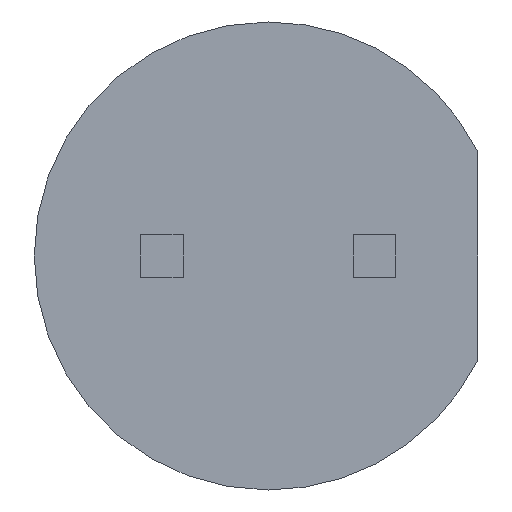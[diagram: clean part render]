
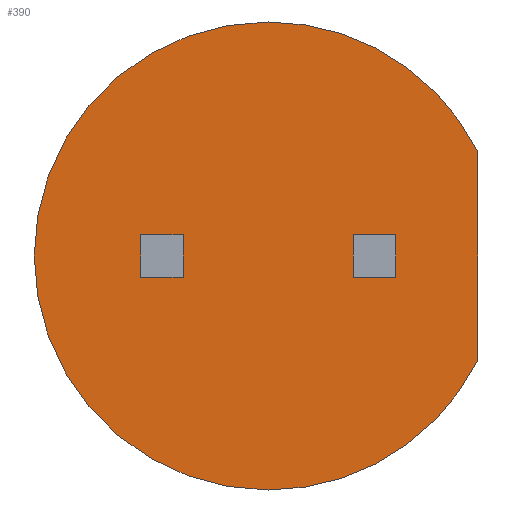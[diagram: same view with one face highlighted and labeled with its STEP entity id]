
A CAD part, front view. The second image highlights one B-rep face of the part: STEP entity #390.
In plain terms, the highlighted planar face has unit normal (0, -1, 0).
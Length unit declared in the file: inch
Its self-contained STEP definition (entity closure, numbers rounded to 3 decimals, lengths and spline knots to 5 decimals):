
#1 = EDGE_CURVE ( 'NONE', #427, #521, #424, .T. ) ;
#21 = CIRCLE ( 'NONE', #554, 0.11 ) ;
#42 = VECTOR ( 'NONE', #121, 39.37008 ) ;
#45 = ORIENTED_EDGE ( 'NONE', *, *, #72, .T. ) ;
#49 = FACE_BOUND ( 'NONE', #289, .T. ) ;
#56 = ORIENTED_EDGE ( 'NONE', *, *, #530, .F. ) ;
#63 = VECTOR ( 'NONE', #388, 39.37008 ) ;
#67 = EDGE_CURVE ( 'NONE', #323, #297, #532, .T. ) ;
#72 = EDGE_CURVE ( 'NONE', #323, #426, #371, .T. ) ;
#73 = CARTESIAN_POINT ( 'NONE',  ( 0., 0., -0.01 ) ) ;
#76 = EDGE_CURVE ( 'NONE', #426, #552, #639, .T. ) ;
#79 = DIRECTION ( 'NONE',  ( -1., 0., 0. ) ) ;
#95 = DIRECTION ( 'NONE',  ( 0., 0., -1. ) ) ;
#115 = VERTEX_POINT ( 'NONE', #291 ) ;
#121 = DIRECTION ( 'NONE',  ( 0., 0., 1. ) ) ;
#128 = EDGE_LOOP ( 'NONE', ( #597, #620, #56, #635 ) ) ;
#142 = LINE ( 'NONE', #346, #42 ) ;
#154 = ORIENTED_EDGE ( 'NONE', *, *, #220, .F. ) ;
#159 = VECTOR ( 'NONE', #300, 39.37008 ) ;
#163 = ORIENTED_EDGE ( 'NONE', *, *, #1, .T. ) ;
#171 = VECTOR ( 'NONE', #79, 39.37008 ) ;
#175 = DIRECTION ( 'NONE',  ( -1., 0., 0. ) ) ;
#182 = ORIENTED_EDGE ( 'NONE', *, *, #208, .F. ) ;
#185 = VERTEX_POINT ( 'NONE', #336 ) ;
#204 = CIRCLE ( 'NONE', #302, 0.11 ) ;
#208 = EDGE_CURVE ( 'NONE', #427, #399, #142, .T. ) ;
#210 = EDGE_CURVE ( 'NONE', #185, #115, #21, .T. ) ;
#212 = EDGE_CURVE ( 'NONE', #115, #423, #306, .T. ) ;
#220 = EDGE_CURVE ( 'NONE', #399, #579, #634, .T. ) ;
#249 = EDGE_CURVE ( 'NONE', #521, #579, #619, .T. ) ;
#252 = CIRCLE ( 'NONE', #305, 0.11 ) ;
#261 = CARTESIAN_POINT ( 'NONE',  ( 0.0985, 0., 0. ) ) ;
#269 = DIRECTION ( 'NONE',  ( 0., 0., 1. ) ) ;
#271 = EDGE_CURVE ( 'NONE', #297, #552, #354, .T. ) ;
#273 = CARTESIAN_POINT ( 'NONE',  ( 0., 0., 0. ) ) ;
#274 = DIRECTION ( 'NONE',  ( 0., 1., 0. ) ) ;
#276 = DIRECTION ( 'NONE',  ( 0., 0., 1. ) ) ;
#278 = CARTESIAN_POINT ( 'NONE',  ( 0., 0., 0.01 ) ) ;
#289 = EDGE_LOOP ( 'NONE', ( #325, #45, #504, #450 ) ) ;
#291 = CARTESIAN_POINT ( 'NONE',  ( 0.0985, 0., 0.04897 ) ) ;
#296 = CARTESIAN_POINT ( 'NONE',  ( -0.06, 0., 0.01 ) ) ;
#297 = VERTEX_POINT ( 'NONE', #398 ) ;
#300 = DIRECTION ( 'NONE',  ( 0., 0., 1. ) ) ;
#302 = AXIS2_PLACEMENT_3D ( 'NONE', #489, #490, #491 ) ;
#305 = AXIS2_PLACEMENT_3D ( 'NONE', #498, #499, #500 ) ;
#306 = LINE ( 'NONE', #261, #523 ) ;
#308 = FACE_OUTER_BOUND ( 'NONE', #128, .T. ) ;
#309 = CARTESIAN_POINT ( 'NONE',  ( -0.04, 0., -0.01 ) ) ;
#313 = EDGE_LOOP ( 'NONE', ( #182, #163, #588, #154 ) ) ;
#314 = DIRECTION ( 'NONE',  ( 0., 0., 1. ) ) ;
#323 = VERTEX_POINT ( 'NONE', #403 ) ;
#325 = ORIENTED_EDGE ( 'NONE', *, *, #67, .F. ) ;
#336 = CARTESIAN_POINT ( 'NONE',  ( 0., 0., 0.11 ) ) ;
#346 = CARTESIAN_POINT ( 'NONE',  ( 0.06, 0., -0.01 ) ) ;
#354 = LINE ( 'NONE', #309, #159 ) ;
#359 = DIRECTION ( 'NONE',  ( 1., 0., 0. ) ) ;
#370 = CARTESIAN_POINT ( 'NONE',  ( 0.04, 0., -0.01 ) ) ;
#371 = LINE ( 'NONE', #379, #551 ) ;
#379 = CARTESIAN_POINT ( 'NONE',  ( -0.06, 0., -0.01 ) ) ;
#383 = CARTESIAN_POINT ( 'NONE',  ( -0.06, 0., -0.01 ) ) ;
#388 = DIRECTION ( 'NONE',  ( 1., 0., 0. ) ) ;
#390 = ADVANCED_FACE ( 'NONE', ( #49, #308, #481 ), #404, .T. ) ;
#398 = CARTESIAN_POINT ( 'NONE',  ( -0.04, 0., -0.01 ) ) ;
#399 = VERTEX_POINT ( 'NONE', #422 ) ;
#403 = CARTESIAN_POINT ( 'NONE',  ( -0.06, 0., -0.01 ) ) ;
#404 = PLANE ( 'NONE',  #602 ) ;
#411 = VECTOR ( 'NONE', #359, 39.37008 ) ;
#418 = CARTESIAN_POINT ( 'NONE',  ( -0.11, 0., 0. ) ) ;
#419 = DIRECTION ( 'NONE',  ( 0., 0., -1. ) ) ;
#421 = DIRECTION ( 'NONE',  ( 0., -1., 0. ) ) ;
#422 = CARTESIAN_POINT ( 'NONE',  ( 0.06, 0., 0.01 ) ) ;
#423 = VERTEX_POINT ( 'NONE', #428 ) ;
#424 = LINE ( 'NONE', #73, #171 ) ;
#426 = VERTEX_POINT ( 'NONE', #435 ) ;
#427 = VERTEX_POINT ( 'NONE', #436 ) ;
#428 = CARTESIAN_POINT ( 'NONE',  ( 0.0985, 0., -0.04897 ) ) ;
#435 = CARTESIAN_POINT ( 'NONE',  ( -0.06, 0., 0.01 ) ) ;
#436 = CARTESIAN_POINT ( 'NONE',  ( 0.06, 0., -0.01 ) ) ;
#450 = ORIENTED_EDGE ( 'NONE', *, *, #271, .F. ) ;
#463 = CARTESIAN_POINT ( 'NONE',  ( 0.04, 0., -0.01 ) ) ;
#481 = FACE_BOUND ( 'NONE', #313, .T. ) ;
#489 = CARTESIAN_POINT ( 'NONE',  ( 0., 0., 0. ) ) ;
#490 = DIRECTION ( 'NONE',  ( 0., 1., 0. ) ) ;
#491 = DIRECTION ( 'NONE',  ( 0., 0., 1. ) ) ;
#495 = CARTESIAN_POINT ( 'NONE',  ( -0.04, 0., 0.01 ) ) ;
#498 = CARTESIAN_POINT ( 'NONE',  ( 0., 0., 0. ) ) ;
#499 = DIRECTION ( 'NONE',  ( 0., 1., 0. ) ) ;
#500 = DIRECTION ( 'NONE',  ( 0., 0., 1. ) ) ;
#504 = ORIENTED_EDGE ( 'NONE', *, *, #76, .T. ) ;
#521 = VERTEX_POINT ( 'NONE', #463 ) ;
#523 = VECTOR ( 'NONE', #95, 39.37008 ) ;
#530 = EDGE_CURVE ( 'NONE', #584, #185, #204, .T. ) ;
#532 = LINE ( 'NONE', #383, #63 ) ;
#536 = VECTOR ( 'NONE', #175, 39.37008 ) ;
#538 = EDGE_CURVE ( 'NONE', #423, #584, #252, .T. ) ;
#549 = CARTESIAN_POINT ( 'NONE',  ( 0.04, 0., 0.01 ) ) ;
#551 = VECTOR ( 'NONE', #314, 39.37008 ) ;
#552 = VERTEX_POINT ( 'NONE', #495 ) ;
#554 = AXIS2_PLACEMENT_3D ( 'NONE', #273, #274, #276 ) ;
#572 = CARTESIAN_POINT ( 'NONE',  ( 0., 0., -0.11 ) ) ;
#579 = VERTEX_POINT ( 'NONE', #549 ) ;
#584 = VERTEX_POINT ( 'NONE', #572 ) ;
#588 = ORIENTED_EDGE ( 'NONE', *, *, #249, .T. ) ;
#597 = ORIENTED_EDGE ( 'NONE', *, *, #212, .F. ) ;
#602 = AXIS2_PLACEMENT_3D ( 'NONE', #418, #421, #419 ) ;
#611 = VECTOR ( 'NONE', #269, 39.37008 ) ;
#619 = LINE ( 'NONE', #370, #611 ) ;
#620 = ORIENTED_EDGE ( 'NONE', *, *, #210, .F. ) ;
#634 = LINE ( 'NONE', #278, #536 ) ;
#635 = ORIENTED_EDGE ( 'NONE', *, *, #538, .F. ) ;
#639 = LINE ( 'NONE', #296, #411 ) ;
